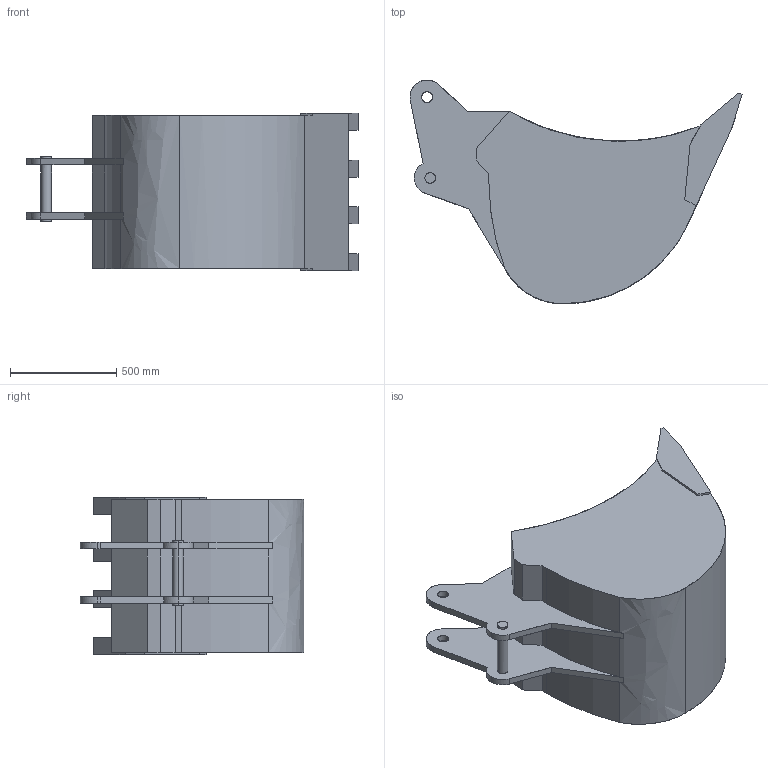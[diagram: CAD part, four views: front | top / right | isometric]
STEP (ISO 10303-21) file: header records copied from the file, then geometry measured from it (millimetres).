
FILE_DESCRIPTION(/* description */ (''),/* implementation_level */ '2;1');
FILE_NAME(/* name */ 'excavator_yellow1',/* time_stamp */ '2025-11-19T00:58:39+08:00',/* author */ (''),/* organization */ (''),/* preprocessor_version */ 'ST-DEVELOPER v20.1',/* originating_system */ '',/* authorisation */ '');
FILE_SCHEMA (('AUTOMOTIVE_DESIGN { 1 0 10303 214 3 1 1 }'));
Length unit declared in the file: centimetre
Products named in the file (1): none
Bounding box: 1560 x 1051.04 x 740 mm (x, y, z)
Surface area: 7065193.4 mm2 (no closed solid volume)
Topology: 0 solids, 102 shells, 102 faces, 570 edges, 570 vertices
Faces by surface type: bspline 102
Entity records: 5623 total; most frequent: CARTESIAN_POINT 2788, VERTEX_POINT 570, EDGE_CURVE 570, ORIENTED_EDGE 570, B_SPLINE_CURVE_WITH_KNOTS 447, EDGE_LOOP 110, FACE_OUTER_BOUND 102, ADVANCED_FACE 102
